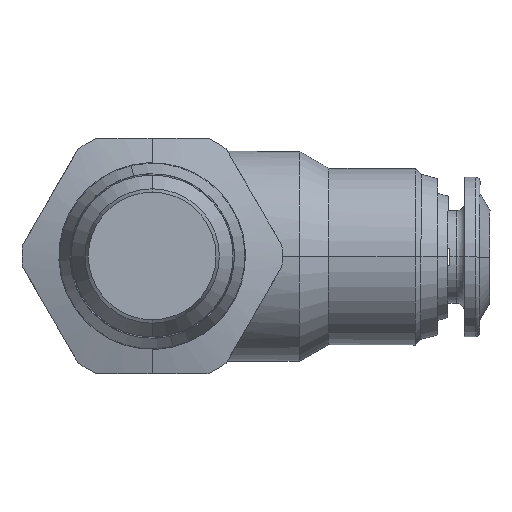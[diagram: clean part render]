
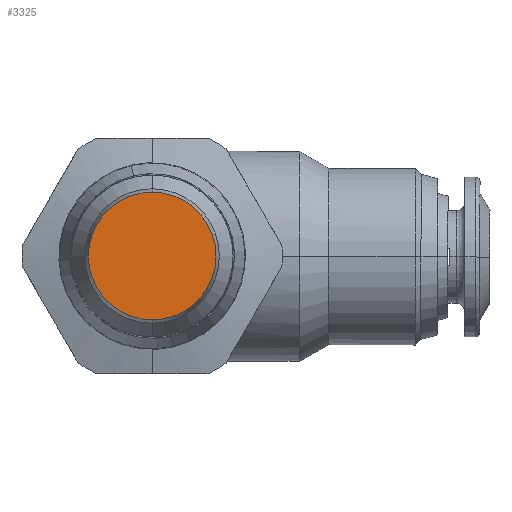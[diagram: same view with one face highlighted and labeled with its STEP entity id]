
A CAD part, front view. The second image highlights one B-rep face of the part: STEP entity #3325.
In plain terms, the highlighted planar face has unit normal (0, -1, 0).
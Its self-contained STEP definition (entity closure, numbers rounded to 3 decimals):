
#457 = AXIS2_PLACEMENT_3D ( 'NONE', #8993, #8995, #8996 ) ;
#1281 = CARTESIAN_POINT ( 'NONE',  ( 0., 0., -3.799 ) ) ;
#1287 = CARTESIAN_POINT ( 'NONE',  ( 0., 0., 3.799 ) ) ;
#1815 = ORIENTED_EDGE ( 'NONE', *, *, #3823, .T. ) ;
#1817 = ORIENTED_EDGE ( 'NONE', *, *, #4538, .T. ) ;
#1862 = VERTEX_POINT ( 'NONE', #1281 ) ;
#1873 = VERTEX_POINT ( 'NONE', #1287 ) ;
#3325 = ADVANCED_FACE ( 'NONE', ( #9356 ), #8958, .T. ) ;
#3823 = EDGE_CURVE ( 'NONE', #1873, #1862, #6946, .T. ) ;
#3904 = EDGE_LOOP ( 'NONE', ( #1815, #1817 ) ) ;
#4538 = EDGE_CURVE ( 'NONE', #1862, #1873, #7084, .T. ) ;
#6802 = AXIS2_PLACEMENT_3D ( 'NONE', #7235, #7236, #7237 ) ;
#6830 = AXIS2_PLACEMENT_3D ( 'NONE', #8601, #8602, #8603 ) ;
#6946 = CIRCLE ( 'NONE', #6802, 3.799 ) ;
#7084 = CIRCLE ( 'NONE', #6830, 3.799 ) ;
#7235 = CARTESIAN_POINT ( 'NONE',  ( 0., 0., 0. ) ) ;
#7236 = DIRECTION ( 'NONE',  ( 0., -1., 0. ) ) ;
#7237 = DIRECTION ( 'NONE',  ( 0., 0., -1. ) ) ;
#8601 = CARTESIAN_POINT ( 'NONE',  ( 0., 0., 0. ) ) ;
#8602 = DIRECTION ( 'NONE',  ( 0., -1., 0. ) ) ;
#8603 = DIRECTION ( 'NONE',  ( 0., 0., -1. ) ) ;
#8958 = PLANE ( 'NONE',  #457 ) ;
#8993 = CARTESIAN_POINT ( 'NONE',  ( 0., 0., 0. ) ) ;
#8995 = DIRECTION ( 'NONE',  ( 0., -1., 0. ) ) ;
#8996 = DIRECTION ( 'NONE',  ( 0., 0., -1. ) ) ;
#9356 = FACE_OUTER_BOUND ( 'NONE', #3904, .T. ) ;
